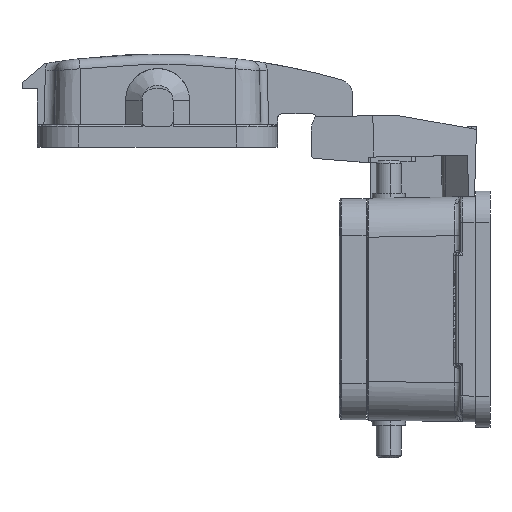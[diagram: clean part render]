
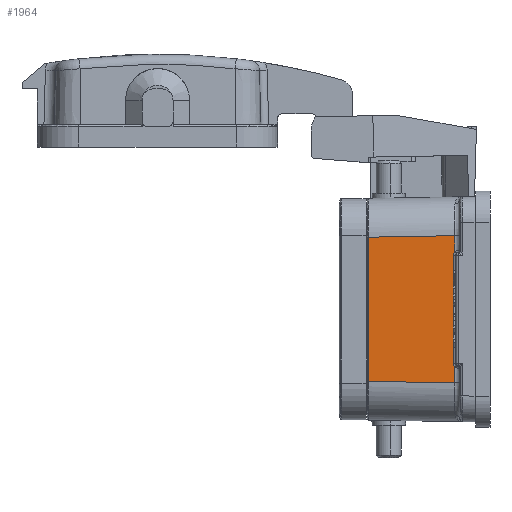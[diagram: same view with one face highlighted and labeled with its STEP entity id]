
A CAD part, left-side view. The second image highlights one B-rep face of the part: STEP entity #1964.
In plain terms, the highlighted planar face has unit normal (-1, 0.018, 0).
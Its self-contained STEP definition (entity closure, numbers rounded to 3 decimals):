
#833=FACE_OUTER_BOUND('',#4841,.T.);
#1964=ADVANCED_FACE('NONE',(#833),#2365,.T.);
#2365=PLANE('',#12460);
#3115=LINE('',#19938,#3998);
#3116=LINE('',#19940,#3999);
#3117=LINE('',#19942,#4000);
#3118=LINE('',#19949,#4001);
#3125=LINE('',#20153,#4008);
#3126=LINE('',#20160,#4009);
#3998=VECTOR('',#14770,1.);
#3999=VECTOR('',#14773,1.);
#4000=VECTOR('',#14776,1.);
#4001=VECTOR('',#14779,1.);
#4008=VECTOR('',#14818,1.);
#4009=VECTOR('',#14819,1.);
#4841=EDGE_LOOP('',(#7345,#7346,#7347,#7348,#7349,#7350,#7351,#7352));
#7345=ORIENTED_EDGE('',*,*,#10866,.T.);
#7346=ORIENTED_EDGE('',*,*,#10867,.T.);
#7347=ORIENTED_EDGE('',*,*,#10868,.T.);
#7348=ORIENTED_EDGE('',*,*,#10838,.T.);
#7349=ORIENTED_EDGE('',*,*,#10836,.T.);
#7350=ORIENTED_EDGE('',*,*,#10835,.F.);
#7351=ORIENTED_EDGE('',*,*,#10834,.T.);
#7352=ORIENTED_EDGE('',*,*,#10855,.T.);
#9154=VERTEX_POINT('',#18100);
#9156=VERTEX_POINT('',#18198);
#9159=VERTEX_POINT('',#18282);
#9359=VERTEX_POINT('',#19937);
#9360=VERTEX_POINT('',#19948);
#9366=VERTEX_POINT('',#20057);
#9370=VERTEX_POINT('',#20154);
#9371=VERTEX_POINT('',#20159);
#10834=EDGE_CURVE('NONE',#9154,#9359,#3115,.T.);
#10835=EDGE_CURVE('NONE',#9154,#9156,#3116,.T.);
#10836=EDGE_CURVE('NONE',#9159,#9156,#3117,.T.);
#10838=EDGE_CURVE('NONE',#9360,#9159,#3118,.T.);
#10855=EDGE_CURVE('NONE',#9359,#9366,#11584,.T.);
#10866=EDGE_CURVE('NONE',#9366,#9370,#3125,.T.);
#10867=EDGE_CURVE('NONE',#9370,#9371,#11592,.T.);
#10868=EDGE_CURVE('NONE',#9371,#9360,#3126,.T.);
#11584=B_SPLINE_CURVE_WITH_KNOTS('',3,(#20053,#20054,#20055,#20056),
 .UNSPECIFIED.,.F.,.F.,(4,4),(0.,1.),.UNSPECIFIED.);
#11592=B_SPLINE_CURVE_WITH_KNOTS('',3,(#20155,#20156,#20157,#20158),
 .UNSPECIFIED.,.F.,.F.,(4,4),(0.,1.),.UNSPECIFIED.);
#12460=AXIS2_PLACEMENT_3D('',#20161,#14820,#14821);
#14770=DIRECTION('',(0.,0.,1.));
#14773=DIRECTION('',(0.017,1.,0.017));
#14776=DIRECTION('',(0.,0.,-1.));
#14779=DIRECTION('',(0.017,1.,-0.017));
#14818=DIRECTION('',(0.,0.,1.));
#14819=DIRECTION('',(0.,0.,1.));
#14820=DIRECTION('',(-1.,0.017,0.));
#14821=DIRECTION('',(-0.017,-1.,0.));
#18100=CARTESIAN_POINT('',(-36.747,-19.017,-14.248));
#18198=CARTESIAN_POINT('',(-36.455,-2.295,-13.956));
#18282=CARTESIAN_POINT('',(-36.455,-2.295,13.956));
#19937=CARTESIAN_POINT('',(-36.747,-19.017,-11.223));
#19938=CARTESIAN_POINT('',(-36.747,-19.017,23.707));
#19940=CARTESIAN_POINT('',(-36.837,-24.183,-14.338));
#19942=CARTESIAN_POINT('',(-36.455,-2.295,23.707));
#19948=CARTESIAN_POINT('',(-36.747,-19.017,14.248));
#19949=CARTESIAN_POINT('',(-36.747,-19.017,14.248));
#20053=CARTESIAN_POINT('',(-36.747,-19.017,-11.223));
#20054=CARTESIAN_POINT('',(-36.744,-18.823,-11.035));
#20055=CARTESIAN_POINT('',(-36.742,-18.71,-10.779));
#20056=CARTESIAN_POINT('',(-36.742,-18.709,-10.5));
#20057=CARTESIAN_POINT('',(-36.742,-18.709,-10.5));
#20153=CARTESIAN_POINT('',(-36.742,-18.709,23.707));
#20154=CARTESIAN_POINT('',(-36.742,-18.709,10.5));
#20155=CARTESIAN_POINT('',(-36.742,-18.709,10.5));
#20156=CARTESIAN_POINT('',(-36.742,-18.71,10.772));
#20157=CARTESIAN_POINT('',(-36.744,-18.818,11.03));
#20158=CARTESIAN_POINT('',(-36.747,-19.017,11.223));
#20159=CARTESIAN_POINT('',(-36.747,-19.017,11.223));
#20160=CARTESIAN_POINT('',(-36.747,-19.017,23.707));
#20161=CARTESIAN_POINT('',(-36.45,-2.,23.707));
